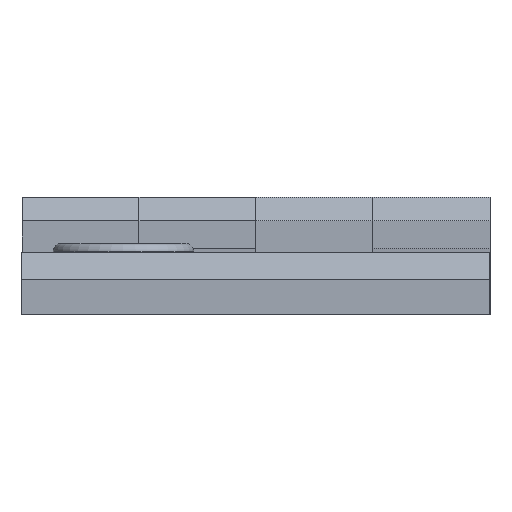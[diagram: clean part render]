
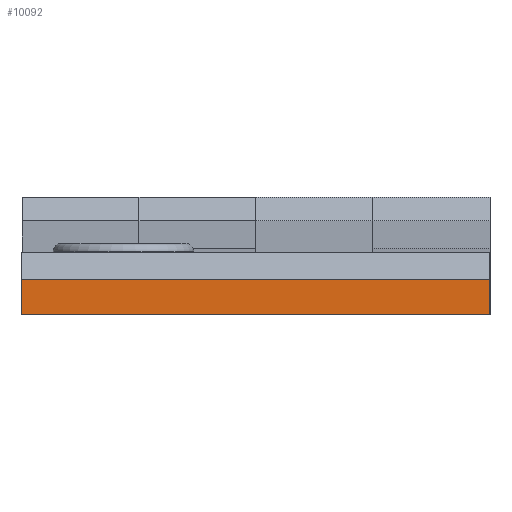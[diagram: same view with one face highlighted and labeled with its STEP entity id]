
A CAD part, left-side view. The second image highlights one B-rep face of the part: STEP entity #10092.
In plain terms, the highlighted planar face has unit normal (-1, 0, 0).
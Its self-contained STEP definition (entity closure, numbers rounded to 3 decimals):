
#317 = VECTOR ( 'NONE', #15219, 1000. ) ;
#1252 = CARTESIAN_POINT ( 'NONE',  ( -38., -8.5, -30. ) ) ;
#1544 = CARTESIAN_POINT ( 'NONE',  ( -38., -4., -30. ) ) ;
#1891 = VECTOR ( 'NONE', #5778, 1000. ) ;
#2424 = ORIENTED_EDGE ( 'NONE', *, *, #6702, .F. ) ;
#2608 = VERTEX_POINT ( 'NONE', #5150 ) ;
#2796 = ORIENTED_EDGE ( 'NONE', *, *, #3391, .T. ) ;
#3391 = EDGE_CURVE ( 'NONE', #2608, #10543, #17948, .T. ) ;
#4318 = LINE ( 'NONE', #16407, #7977 ) ;
#5150 = CARTESIAN_POINT ( 'NONE',  ( -38., -8.5, -30. ) ) ;
#5281 = CARTESIAN_POINT ( 'NONE',  ( -38., -8.5, -30. ) ) ;
#5778 = DIRECTION ( 'NONE',  ( 0., 1., 0. ) ) ;
#5969 = EDGE_CURVE ( 'NONE', #10543, #6171, #4318, .T. ) ;
#6171 = VERTEX_POINT ( 'NONE', #9251 ) ;
#6599 = DIRECTION ( 'NONE',  ( 0., 0., -1. ) ) ;
#6686 = PLANE ( 'NONE',  #14493 ) ;
#6702 = EDGE_CURVE ( 'NONE', #2608, #12665, #14643, .T. ) ;
#6938 = EDGE_LOOP ( 'NONE', ( #12214, #18831, #2424, #2796 ) ) ;
#7489 = CARTESIAN_POINT ( 'NONE',  ( -38., -4., -30. ) ) ;
#7672 = EDGE_CURVE ( 'NONE', #12665, #6171, #16626, .T. ) ;
#7977 = VECTOR ( 'NONE', #8765, 1000. ) ;
#8765 = DIRECTION ( 'NONE',  ( 0., 1., 0. ) ) ;
#8901 = DIRECTION ( 'NONE',  ( 0., 0., 1. ) ) ;
#9251 = CARTESIAN_POINT ( 'NONE',  ( -38., -4., 30. ) ) ;
#10092 = ADVANCED_FACE ( 'NONE', ( #14431 ), #6686, .F. ) ;
#10543 = VERTEX_POINT ( 'NONE', #19346 ) ;
#12214 = ORIENTED_EDGE ( 'NONE', *, *, #5969, .T. ) ;
#12394 = VECTOR ( 'NONE', #8901, 1000. ) ;
#12665 = VERTEX_POINT ( 'NONE', #7489 ) ;
#12825 = DIRECTION ( 'NONE',  ( 1., 0., 0. ) ) ;
#14431 = FACE_OUTER_BOUND ( 'NONE', #6938, .T. ) ;
#14493 = AXIS2_PLACEMENT_3D ( 'NONE', #5281, #12825, #6599 ) ;
#14643 = LINE ( 'NONE', #16359, #1891 ) ;
#15219 = DIRECTION ( 'NONE',  ( 0., 0., 1. ) ) ;
#16359 = CARTESIAN_POINT ( 'NONE',  ( -38., -8.5, -30. ) ) ;
#16407 = CARTESIAN_POINT ( 'NONE',  ( -38., -8.5, 30. ) ) ;
#16626 = LINE ( 'NONE', #1544, #317 ) ;
#17948 = LINE ( 'NONE', #1252, #12394 ) ;
#18831 = ORIENTED_EDGE ( 'NONE', *, *, #7672, .F. ) ;
#19346 = CARTESIAN_POINT ( 'NONE',  ( -38., -8.5, 30. ) ) ;
